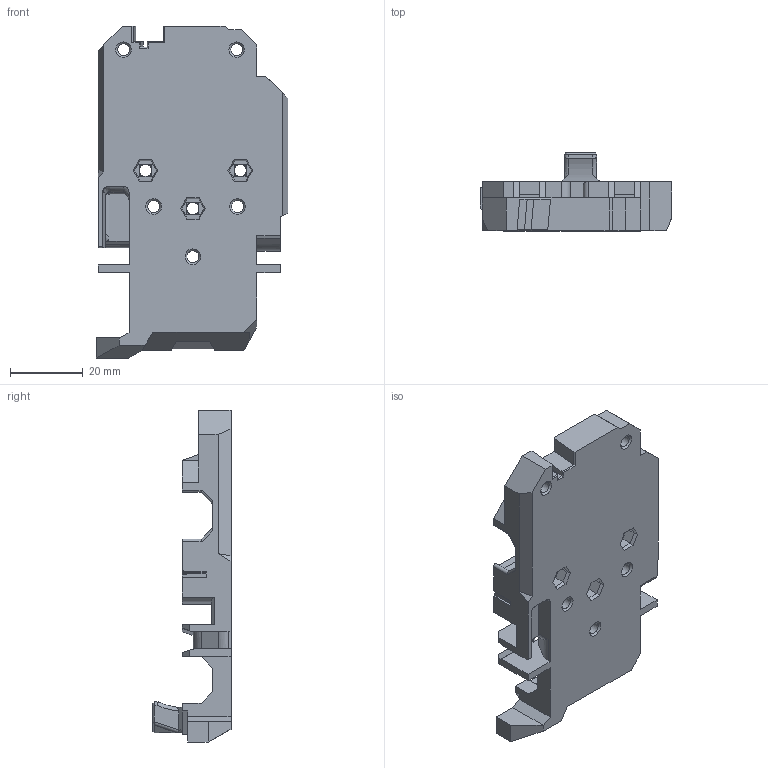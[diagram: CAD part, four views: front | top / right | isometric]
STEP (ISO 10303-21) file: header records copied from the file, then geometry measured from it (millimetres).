
FILE_DESCRIPTION(('FreeCAD Model'),'2;1');
FILE_NAME('body-back-carrier.step','2020-06-22T19:17:22',('Author'),(''), 'Open CASCADE STEP processor 7.3','FreeCAD','Unknown');
FILE_SCHEMA(('AUTOMOTIVE_DESIGN { 1 0 10303 214 1 1 1 1 }'));
Products named in the file (1): x_carriage
Bounding box: 52.5 x 21.4 x 91 mm (x, y, z)
Volume: 32307.1 mm3; surface area: 17026.9 mm2
Topology: 1 solids, 20 shells, 735 faces, 1955 edges, 1263 vertices
Faces by surface type: plane 593, cylinder 78, cone 47, bspline 9, torus 8
Full cylindrical faces by diameter (mm): 2.8 x1, 3.25 x2, 3.3 x14, 5.8 x1
Entity records: 51845 total; most frequent: CARTESIAN_POINT 13099, DIRECTION 7060, LINE 5059, VECTOR 5059, ORIENTED_EDGE 3910, PCURVE 3910, DEFINITIONAL_REPRESENTATION 3910, EDGE_CURVE 1955
